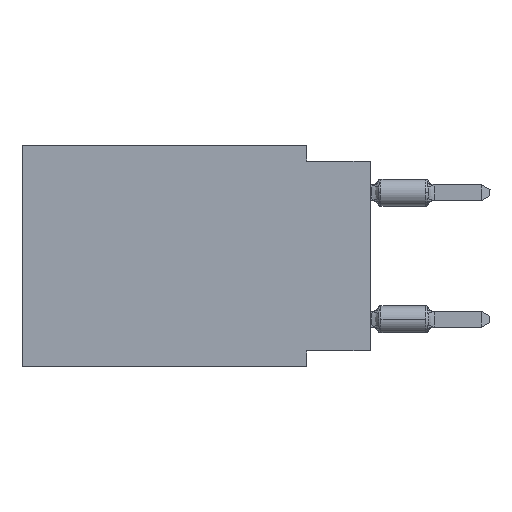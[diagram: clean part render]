
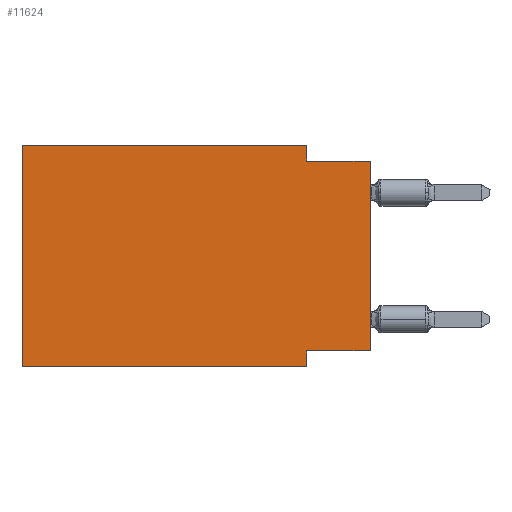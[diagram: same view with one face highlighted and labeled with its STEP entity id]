
A CAD part, left-side view. The second image highlights one B-rep face of the part: STEP entity #11624.
In plain terms, the highlighted planar face has unit normal (-1, 0, 0).
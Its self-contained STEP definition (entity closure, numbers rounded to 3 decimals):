
#187 = DIRECTION ( 'NONE',  ( 0., 0., 1. ) ) ;
#748 = CARTESIAN_POINT ( 'NONE',  ( 0., 0., -0.635 ) ) ;
#1991 = EDGE_CURVE ( 'NONE', #47580, #38480, #12173, .T. ) ;
#3119 = VECTOR ( 'NONE', #56308, 1000. ) ;
#5493 = DIRECTION ( 'NONE',  ( 0., 0., -1. ) ) ;
#6012 = CARTESIAN_POINT ( 'NONE',  ( 0., 0., -8.255 ) ) ;
#6927 = CARTESIAN_POINT ( 'NONE',  ( 0., 13.97, 0. ) ) ;
#8617 = LINE ( 'NONE', #16273, #3119 ) ;
#8936 = ORIENTED_EDGE ( 'NONE', *, *, #28056, .F. ) ;
#10896 = CARTESIAN_POINT ( 'NONE',  ( 0., 2.54, -8.89 ) ) ;
#11624 = ADVANCED_FACE ( 'NONE', ( #30330 ), #47879, .F. ) ;
#12173 = LINE ( 'NONE', #47836, #33091 ) ;
#13383 = LINE ( 'NONE', #13653, #38926 ) ;
#13480 = ORIENTED_EDGE ( 'NONE', *, *, #33700, .F. ) ;
#13653 = CARTESIAN_POINT ( 'NONE',  ( 0., 13.97, 0. ) ) ;
#15441 = CARTESIAN_POINT ( 'NONE',  ( 0., 2.54, 0. ) ) ;
#15697 = CARTESIAN_POINT ( 'NONE',  ( 0., 0., -8.255 ) ) ;
#15886 = CARTESIAN_POINT ( 'NONE',  ( 0., 0., -0.635 ) ) ;
#15979 = DIRECTION ( 'NONE',  ( 0., -1., 0. ) ) ;
#16273 = CARTESIAN_POINT ( 'NONE',  ( 0., 2.54, -8.89 ) ) ;
#17133 = EDGE_CURVE ( 'NONE', #45491, #49002, #27742, .T. ) ;
#18618 = VECTOR ( 'NONE', #5493, 1000. ) ;
#19931 = AXIS2_PLACEMENT_3D ( 'NONE', #6927, #29750, #51678 ) ;
#20155 = VERTEX_POINT ( 'NONE', #42558 ) ;
#20825 = LINE ( 'NONE', #34559, #52411 ) ;
#23265 = VERTEX_POINT ( 'NONE', #10896 ) ;
#24465 = CARTESIAN_POINT ( 'NONE',  ( 0., 2.54, 0. ) ) ;
#24641 = VERTEX_POINT ( 'NONE', #29749 ) ;
#25719 = VERTEX_POINT ( 'NONE', #33342 ) ;
#27742 = LINE ( 'NONE', #15441, #18618 ) ;
#28056 = EDGE_CURVE ( 'NONE', #24641, #45491, #20825, .T. ) ;
#29749 = CARTESIAN_POINT ( 'NONE',  ( 0., 13.97, 0. ) ) ;
#29750 = DIRECTION ( 'NONE',  ( 1., 0., 0. ) ) ;
#30330 = FACE_OUTER_BOUND ( 'NONE', #57478, .T. ) ;
#32208 = ORIENTED_EDGE ( 'NONE', *, *, #1991, .T. ) ;
#32238 = ORIENTED_EDGE ( 'NONE', *, *, #55545, .F. ) ;
#32545 = ORIENTED_EDGE ( 'NONE', *, *, #46861, .F. ) ;
#33091 = VECTOR ( 'NONE', #38186, 1000. ) ;
#33342 = CARTESIAN_POINT ( 'NONE',  ( 0., 13.97, -8.89 ) ) ;
#33435 = LINE ( 'NONE', #15886, #45285 ) ;
#33700 = EDGE_CURVE ( 'NONE', #47580, #20155, #37347, .T. ) ;
#34559 = CARTESIAN_POINT ( 'NONE',  ( 0., 13.97, 0. ) ) ;
#34635 = VECTOR ( 'NONE', #15979, 1000. ) ;
#35745 = ORIENTED_EDGE ( 'NONE', *, *, #17133, .F. ) ;
#37347 = LINE ( 'NONE', #15697, #41429 ) ;
#38186 = DIRECTION ( 'NONE',  ( 0., 0., 1. ) ) ;
#38480 = VERTEX_POINT ( 'NONE', #748 ) ;
#38926 = VECTOR ( 'NONE', #187, 1000. ) ;
#39518 = DIRECTION ( 'NONE',  ( 0., -1., 0. ) ) ;
#40084 = ORIENTED_EDGE ( 'NONE', *, *, #44147, .T. ) ;
#40182 = EDGE_CURVE ( 'NONE', #25719, #24641, #13383, .T. ) ;
#41429 = VECTOR ( 'NONE', #41722, 1000. ) ;
#41722 = DIRECTION ( 'NONE',  ( 0., 1., 0. ) ) ;
#42558 = CARTESIAN_POINT ( 'NONE',  ( 0., 2.54, -8.255 ) ) ;
#44147 = EDGE_CURVE ( 'NONE', #25719, #23265, #56010, .T. ) ;
#45285 = VECTOR ( 'NONE', #51256, 1000. ) ;
#45491 = VERTEX_POINT ( 'NONE', #24465 ) ;
#46380 = CARTESIAN_POINT ( 'NONE',  ( 0., 2.54, -0.635 ) ) ;
#46861 = EDGE_CURVE ( 'NONE', #20155, #23265, #8617, .T. ) ;
#47580 = VERTEX_POINT ( 'NONE', #6012 ) ;
#47836 = CARTESIAN_POINT ( 'NONE',  ( 0., 0., 0. ) ) ;
#47879 = PLANE ( 'NONE',  #19931 ) ;
#48365 = ORIENTED_EDGE ( 'NONE', *, *, #40182, .F. ) ;
#49002 = VERTEX_POINT ( 'NONE', #46380 ) ;
#51256 = DIRECTION ( 'NONE',  ( 0., -1., 0. ) ) ;
#51349 = CARTESIAN_POINT ( 'NONE',  ( 0., 13.97, -8.89 ) ) ;
#51678 = DIRECTION ( 'NONE',  ( 0., 0., -1. ) ) ;
#52411 = VECTOR ( 'NONE', #39518, 1000. ) ;
#55545 = EDGE_CURVE ( 'NONE', #49002, #38480, #33435, .T. ) ;
#56010 = LINE ( 'NONE', #51349, #34635 ) ;
#56308 = DIRECTION ( 'NONE',  ( 0., 0., -1. ) ) ;
#57478 = EDGE_LOOP ( 'NONE', ( #32208, #32238, #35745, #8936, #48365, #40084, #32545, #13480 ) ) ;
